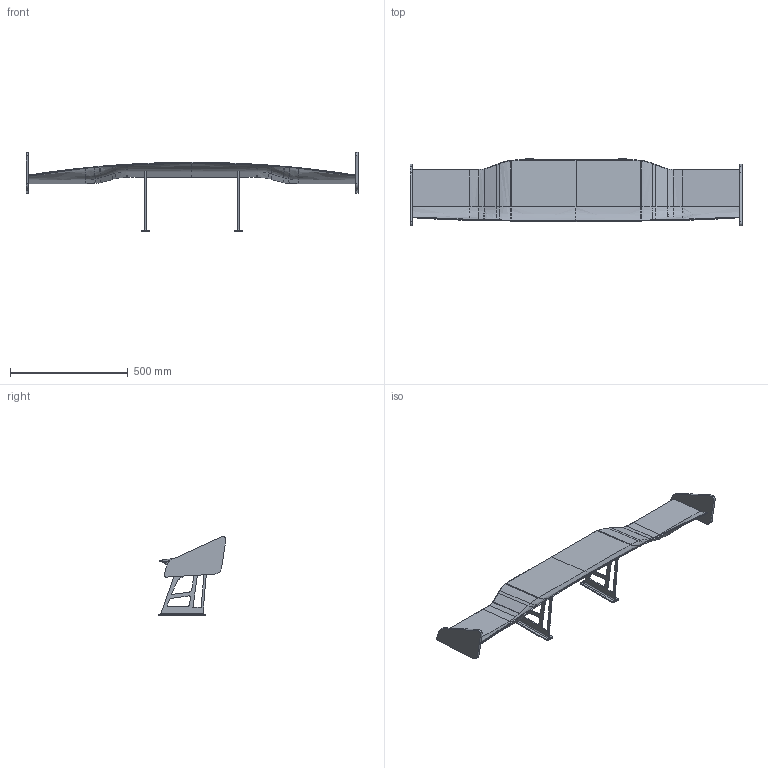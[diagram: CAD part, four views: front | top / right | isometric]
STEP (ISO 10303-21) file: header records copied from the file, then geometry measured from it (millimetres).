
FILE_DESCRIPTION((''),'2;1');
FILE_NAME('SPOILER','2020-04-07T21:08:41',('irfan'),(''),'CREO PARAMETRIC BY PTC INC, 2019224','CREO PARAMETRIC BY PTC INC, 2019224','');
FILE_SCHEMA(('CONFIG_CONTROL_DESIGN'));
Length unit declared in the file: millimetre
Products named in the file (1): SPOILER
Bounding box: 1410 x 287.81 x 335.67 mm (x, y, z)
Volume: 2552098 mm3; surface area: 951408.9 mm2
Topology: 1 solids, 1 shells, 361 faces, 885 edges, 530 vertices
Faces by surface type: bspline 186, plane 79, cylinder 58, extrusion 34, revolution 4
Entity records: 19307 total; most frequent: CARTESIAN_POINT 11842, ORIENTED_EDGE 1770, DIRECTION 1054, EDGE_CURVE 885, VERTEX_POINT 530, VECTOR 488, LINE 454, EDGE_LOOP 381
